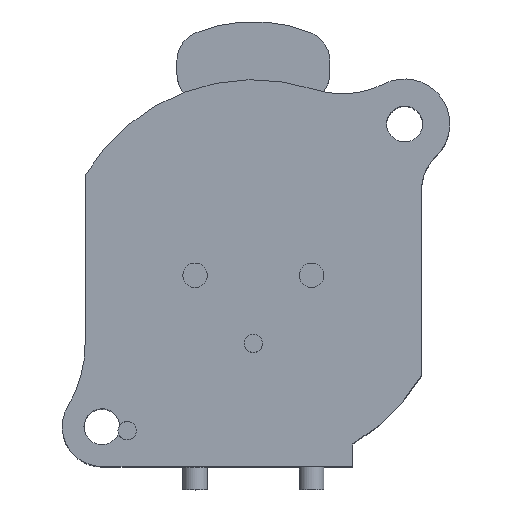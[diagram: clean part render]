
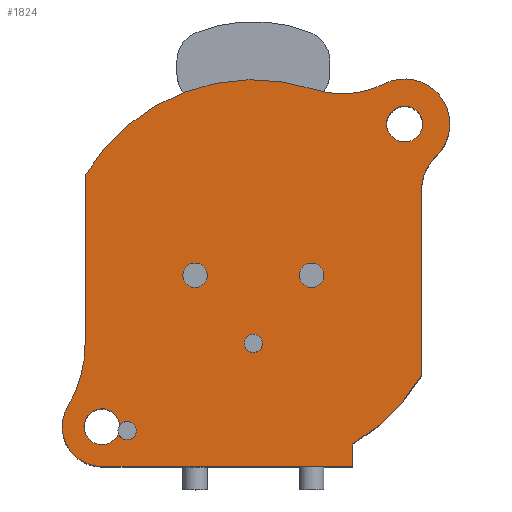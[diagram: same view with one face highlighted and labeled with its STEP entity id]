
A CAD part, top view. The second image highlights one B-rep face of the part: STEP entity #1824.
In plain terms, the highlighted planar face has unit normal (0, 0, 1).
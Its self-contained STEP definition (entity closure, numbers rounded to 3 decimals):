
#378=CARTESIAN_POINT('',(9.9,9.9,24.));
#379=DIRECTION('',(0.,0.,-1.));
#380=DIRECTION('',(1.,0.,0.));
#381=AXIS2_PLACEMENT_3D('',#378,#379,#380);
#386=CARTESIAN_POINT('',(9.9,9.9,24.));
#387=DIRECTION('',(0.,0.,-1.));
#388=DIRECTION('',(-1.,0.,0.));
#389=AXIS2_PLACEMENT_3D('',#386,#387,#388);
#394=DIRECTION('',(0.,-1.,0.));
#395=VECTOR('',#394,11.009);
#396=CARTESIAN_POINT('',(-11.,6.545,24.));
#397=LINE('',#396,#395);
#401=CARTESIAN_POINT('',(0.,0.,24.));
#402=DIRECTION('',(0.,0.,1.));
#403=DIRECTION('',(0.31,0.951,0.));
#404=AXIS2_PLACEMENT_3D('',#401,#402,#403);
#409=CARTESIAN_POINT('',(5.833,17.872,24.));
#410=DIRECTION('',(0.,0.,-1.));
#411=DIRECTION('',(0.454,-0.891,0.));
#412=AXIS2_PLACEMENT_3D('',#409,#410,#411);
#417=CARTESIAN_POINT('',(9.9,9.9,24.));
#418=DIRECTION('',(0.,0.,1.));
#419=DIRECTION('',(0.689,-0.725,0.));
#420=AXIS2_PLACEMENT_3D('',#417,#418,#419);
#425=CARTESIAN_POINT('',(14.,5.588,24.));
#426=DIRECTION('',(0.,0.,-1.));
#427=DIRECTION('',(-1.,0.,0.));
#428=AXIS2_PLACEMENT_3D('',#425,#426,#427);
#433=DIRECTION('',(0.,1.,0.));
#434=VECTOR('',#433,12.133);
#435=CARTESIAN_POINT('',(11.,-6.545,24.));
#436=LINE('',#435,#434);
#440=CARTESIAN_POINT('',(0.,0.,24.));
#441=DIRECTION('',(0.,0.,1.));
#442=DIRECTION('',(0.508,-0.861,0.));
#443=AXIS2_PLACEMENT_3D('',#440,#441,#442);
#448=DIRECTION('',(0.,1.,0.));
#449=VECTOR('',#448,1.473);
#450=CARTESIAN_POINT('',(6.5,-12.5,24.));
#451=LINE('',#450,#449);
#455=DIRECTION('',(1.,0.,0.));
#456=VECTOR('',#455,16.4);
#457=CARTESIAN_POINT('',(-9.9,-12.5,24.));
#458=LINE('',#457,#456);
#462=CARTESIAN_POINT('',(-9.9,-9.9,24.));
#463=DIRECTION('',(0.,0.,1.));
#464=DIRECTION('',(-0.858,0.513,0.));
#465=AXIS2_PLACEMENT_3D('',#462,#463,#464);
#470=CARTESIAN_POINT('',(-19.,-4.464,24.));
#471=DIRECTION('',(0.,0.,-1.));
#472=DIRECTION('',(1.,0.,0.));
#473=AXIS2_PLACEMENT_3D('',#470,#471,#472);
#478=CARTESIAN_POINT('',(-3.81,0.,24.));
#479=DIRECTION('',(0.,0.,1.));
#480=DIRECTION('',(1.,0.,0.));
#481=AXIS2_PLACEMENT_3D('',#478,#479,#480);
#486=CARTESIAN_POINT('',(-3.81,0.,24.));
#487=DIRECTION('',(0.,0.,1.));
#488=DIRECTION('',(-1.,0.,0.));
#489=AXIS2_PLACEMENT_3D('',#486,#487,#488);
#494=CARTESIAN_POINT('',(0.,-4.45,24.));
#495=DIRECTION('',(0.,0.,1.));
#496=DIRECTION('',(1.,0.,0.));
#497=AXIS2_PLACEMENT_3D('',#494,#495,#496);
#502=CARTESIAN_POINT('',(0.,-4.45,24.));
#503=DIRECTION('',(0.,0.,1.));
#504=DIRECTION('',(-1.,0.,0.));
#505=AXIS2_PLACEMENT_3D('',#502,#503,#504);
#510=CARTESIAN_POINT('',(3.81,0.,24.));
#511=DIRECTION('',(0.,0.,1.));
#512=DIRECTION('',(1.,0.,0.));
#513=AXIS2_PLACEMENT_3D('',#510,#511,#512);
#518=CARTESIAN_POINT('',(3.81,0.,24.));
#519=DIRECTION('',(0.,0.,1.));
#520=DIRECTION('',(-1.,0.,0.));
#521=AXIS2_PLACEMENT_3D('',#518,#519,#520);
#526=CARTESIAN_POINT('',(-8.25,-10.16,24.));
#527=DIRECTION('',(0.,0.,1.));
#528=DIRECTION('',(1.,0.,0.));
#529=AXIS2_PLACEMENT_3D('',#526,#527,#528);
#534=CARTESIAN_POINT('',(-9.9,-9.9,24.));
#535=DIRECTION('',(0.,0.,-1.));
#536=DIRECTION('',(-1.,0.,0.));
#537=AXIS2_PLACEMENT_3D('',#534,#535,#536);
#542=CARTESIAN_POINT('',(-9.9,-9.9,24.));
#543=DIRECTION('',(0.,0.,-1.));
#544=DIRECTION('',(0.922,-0.388,0.));
#545=AXIS2_PLACEMENT_3D('',#542,#543,#544);
#550=CARTESIAN_POINT('',(-8.25,-10.16,24.));
#551=DIRECTION('',(0.,0.,1.));
#552=DIRECTION('',(-0.945,-0.327,0.));
#553=AXIS2_PLACEMENT_3D('',#550,#551,#552);
#1477=CARTESIAN_POINT('',(-11.,6.545,24.));
#1478=CARTESIAN_POINT('',(-11.,-4.464,24.));
#1479=VERTEX_POINT('',#1477);
#1480=VERTEX_POINT('',#1478);
#1481=CARTESIAN_POINT('',(-12.132,-8.567,24.));
#1482=CARTESIAN_POINT('',(-9.9,-12.5,24.));
#1483=VERTEX_POINT('',#1481);
#1484=VERTEX_POINT('',#1482);
#1485=CARTESIAN_POINT('',(6.5,-12.5,24.));
#1486=VERTEX_POINT('',#1485);
#1487=CARTESIAN_POINT('',(6.5,-11.027,24.));
#1488=VERTEX_POINT('',#1487);
#1489=CARTESIAN_POINT('',(11.,-6.545,24.));
#1490=CARTESIAN_POINT('',(11.,5.588,24.));
#1491=VERTEX_POINT('',#1489);
#1492=VERTEX_POINT('',#1490);
#1493=CARTESIAN_POINT('',(11.933,7.762,24.));
#1494=CARTESIAN_POINT('',(8.559,12.528,24.));
#1495=VERTEX_POINT('',#1493);
#1496=VERTEX_POINT('',#1494);
#1497=CARTESIAN_POINT('',(3.971,12.168,24.));
#1498=VERTEX_POINT('',#1497);
#1507=CARTESIAN_POINT('',(11.075,9.9,24.));
#1508=CARTESIAN_POINT('',(8.725,9.9,24.));
#1509=VERTEX_POINT('',#1507);
#1510=VERTEX_POINT('',#1508);
#1511=CARTESIAN_POINT('',(-11.075,-9.9,24.));
#1512=VERTEX_POINT('',#1511);
#1651=CARTESIAN_POINT('',(-3.01,0.,24.));
#1652=CARTESIAN_POINT('',(-4.61,0.,24.));
#1653=VERTEX_POINT('',#1651);
#1654=VERTEX_POINT('',#1652);
#1655=CARTESIAN_POINT('',(0.6,-4.45,24.));
#1656=CARTESIAN_POINT('',(-0.6,-4.45,24.));
#1657=VERTEX_POINT('',#1655);
#1658=VERTEX_POINT('',#1656);
#1659=CARTESIAN_POINT('',(4.61,0.,24.));
#1660=CARTESIAN_POINT('',(3.01,0.,24.));
#1661=VERTEX_POINT('',#1659);
#1662=VERTEX_POINT('',#1660);
#1669=CARTESIAN_POINT('',(-7.65,-10.16,24.));
#1670=CARTESIAN_POINT('',(-8.729,-9.799,24.));
#1671=VERTEX_POINT('',#1669);
#1672=VERTEX_POINT('',#1670);
#1673=CARTESIAN_POINT('',(-8.817,-10.356,24.));
#1674=VERTEX_POINT('',#1673);
#1763=CARTESIAN_POINT('',(0.,0.,24.));
#1764=DIRECTION('',(0.,0.,1.));
#1765=DIRECTION('',(1.,0.,0.));
#1766=AXIS2_PLACEMENT_3D('',#1763,#1764,#1765);
#1767=PLANE('',#1766);
#1769=ORIENTED_EDGE('',*,*,#1768,.F.);
#1771=ORIENTED_EDGE('',*,*,#1770,.F.);
#1773=ORIENTED_EDGE('',*,*,#1772,.F.);
#1775=ORIENTED_EDGE('',*,*,#1774,.F.);
#1777=ORIENTED_EDGE('',*,*,#1776,.F.);
#1779=ORIENTED_EDGE('',*,*,#1778,.F.);
#1781=ORIENTED_EDGE('',*,*,#1780,.F.);
#1783=ORIENTED_EDGE('',*,*,#1782,.F.);
#1785=ORIENTED_EDGE('',*,*,#1784,.F.);
#1787=ORIENTED_EDGE('',*,*,#1786,.F.);
#1789=ORIENTED_EDGE('',*,*,#1788,.F.);
#1790=EDGE_LOOP('',(#1769,#1771,#1773,#1775,#1777,#1779,#1781,#1783,#1785,#1787,
#1789));
#1791=FACE_OUTER_BOUND('',#1790,.F.);
#1792=ORIENTED_EDGE('',*,*,#1743,.F.);
#1793=ORIENTED_EDGE('',*,*,#1757,.F.);
#1794=EDGE_LOOP('',(#1792,#1793));
#1795=FACE_BOUND('',#1794,.F.);
#1797=ORIENTED_EDGE('',*,*,#1796,.T.);
#1799=ORIENTED_EDGE('',*,*,#1798,.T.);
#1800=EDGE_LOOP('',(#1797,#1799));
#1801=FACE_BOUND('',#1800,.F.);
#1803=ORIENTED_EDGE('',*,*,#1802,.T.);
#1805=ORIENTED_EDGE('',*,*,#1804,.T.);
#1806=EDGE_LOOP('',(#1803,#1805));
#1807=FACE_BOUND('',#1806,.F.);
#1809=ORIENTED_EDGE('',*,*,#1808,.T.);
#1811=ORIENTED_EDGE('',*,*,#1810,.T.);
#1812=EDGE_LOOP('',(#1809,#1811));
#1813=FACE_BOUND('',#1812,.F.);
#1815=ORIENTED_EDGE('',*,*,#1814,.T.);
#1817=ORIENTED_EDGE('',*,*,#1816,.F.);
#1819=ORIENTED_EDGE('',*,*,#1818,.F.);
#1821=ORIENTED_EDGE('',*,*,#1820,.T.);
#1822=EDGE_LOOP('',(#1815,#1817,#1819,#1821));
#1823=FACE_BOUND('',#1822,.F.);
#382=CIRCLE('',#381,1.175);
#390=CIRCLE('',#389,1.175);
#405=CIRCLE('',#404,12.8);
#413=CIRCLE('',#412,6.);
#421=CIRCLE('',#420,2.95);
#429=CIRCLE('',#428,3.);
#444=CIRCLE('',#443,12.8);
#466=CIRCLE('',#465,2.6);
#474=CIRCLE('',#473,8.);
#482=CIRCLE('',#481,0.8);
#490=CIRCLE('',#489,0.8);
#498=CIRCLE('',#497,0.6);
#506=CIRCLE('',#505,0.6);
#514=CIRCLE('',#513,0.8);
#522=CIRCLE('',#521,0.8);
#530=CIRCLE('',#529,0.6);
#538=CIRCLE('',#537,1.175);
#546=CIRCLE('',#545,1.175);
#554=CIRCLE('',#553,0.6);
#1743=EDGE_CURVE('',#1509,#1510,#382,.T.);
#1757=EDGE_CURVE('',#1510,#1509,#390,.T.);
#1768=EDGE_CURVE('',#1479,#1480,#397,.T.);
#1770=EDGE_CURVE('',#1498,#1479,#405,.T.);
#1772=EDGE_CURVE('',#1496,#1498,#413,.T.);
#1774=EDGE_CURVE('',#1495,#1496,#421,.T.);
#1776=EDGE_CURVE('',#1492,#1495,#429,.T.);
#1778=EDGE_CURVE('',#1491,#1492,#436,.T.);
#1780=EDGE_CURVE('',#1488,#1491,#444,.T.);
#1782=EDGE_CURVE('',#1486,#1488,#451,.T.);
#1784=EDGE_CURVE('',#1484,#1486,#458,.T.);
#1786=EDGE_CURVE('',#1483,#1484,#466,.T.);
#1788=EDGE_CURVE('',#1480,#1483,#474,.T.);
#1796=EDGE_CURVE('',#1653,#1654,#482,.T.);
#1798=EDGE_CURVE('',#1654,#1653,#490,.T.);
#1802=EDGE_CURVE('',#1657,#1658,#498,.T.);
#1804=EDGE_CURVE('',#1658,#1657,#506,.T.);
#1808=EDGE_CURVE('',#1661,#1662,#514,.T.);
#1810=EDGE_CURVE('',#1662,#1661,#522,.T.);
#1814=EDGE_CURVE('',#1671,#1672,#530,.T.);
#1816=EDGE_CURVE('',#1512,#1672,#538,.T.);
#1818=EDGE_CURVE('',#1674,#1512,#546,.T.);
#1820=EDGE_CURVE('',#1674,#1671,#554,.T.);
#1824=ADVANCED_FACE('',(#1791,#1795,#1801,#1807,#1813,#1823),#1767,.T.);
